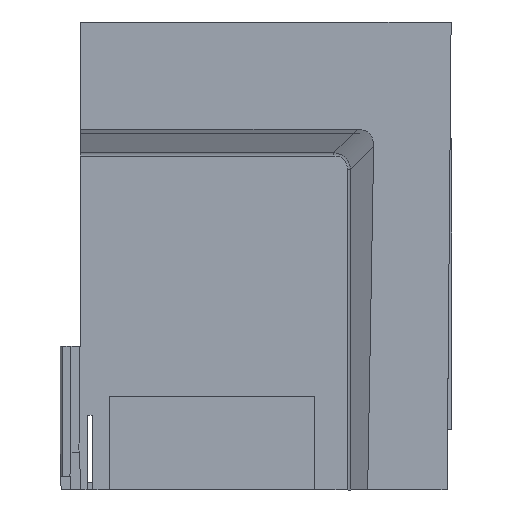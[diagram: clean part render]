
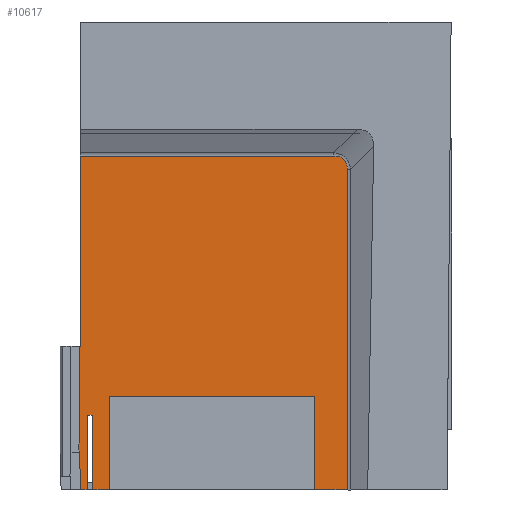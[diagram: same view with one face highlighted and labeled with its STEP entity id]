
A CAD part, left-side view. The second image highlights one B-rep face of the part: STEP entity #10617.
In plain terms, the highlighted planar face has unit normal (-1, 0, 0).
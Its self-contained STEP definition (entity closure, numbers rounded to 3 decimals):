
#3272=DIRECTION('',(0.,1.,0.));
#3273=VECTOR('',#3272,67.959);
#3274=CARTESIAN_POINT('',(-21.5,-68.159,
89.529));
#3275=LINE('',#3274,#3273);
#3351=DIRECTION('',(0.,0.,-1.));
#3352=VECTOR('',#3351,51.029);
#3353=CARTESIAN_POINT('',(-21.5,-0.2,89.529));
#3354=LINE('',#3353,#3352);
#4096=DIRECTION('',(0.,-1.,0.));
#4097=VECTOR('',#4096,1.825);
#4098=CARTESIAN_POINT('',(-21.5,-0.175,0.));
#4099=LINE('',#4098,#4097);
#4110=DIRECTION('',(0.,-1.,0.));
#4111=VECTOR('',#4110,4.5);
#4112=CARTESIAN_POINT('',(-21.5,-3.5,0.));
#4113=LINE('',#4112,#4111);
#4138=DIRECTION('',(0.,-1.,0.));
#4139=VECTOR('',#4138,8.729);
#4140=CARTESIAN_POINT('',(-21.5,-63.,0.));
#4141=LINE('',#4140,#4139);
#5121=DIRECTION('',(0.,0.,1.));
#5122=VECTOR('',#5121,25.73);
#5123=CARTESIAN_POINT('',(-21.5,0.,12.77));
#5124=LINE('',#5123,#5122);
#5128=DIRECTION('',(0.,-1.,0.));
#5129=VECTOR('',#5128,0.2);
#5130=CARTESIAN_POINT('',(-21.5,0.,38.5));
#5131=LINE('',#5130,#5129);
#5135=CARTESIAN_POINT('',(-21.5,-68.159,
89.529));
#5136=CARTESIAN_POINT('',(-21.5,-68.432,89.529));
#5137=CARTESIAN_POINT('',(-21.5,-68.975,
89.494));
#5138=CARTESIAN_POINT('',(-21.5,-69.757,
89.307));
#5139=CARTESIAN_POINT('',(-21.5,-70.462,
88.953));
#5140=CARTESIAN_POINT('',(-21.5,-71.001,
88.454));
#5141=CARTESIAN_POINT('',(-21.5,-71.365,87.871));
#5142=CARTESIAN_POINT('',(-21.5,-71.587,
87.266));
#5143=CARTESIAN_POINT('',(-21.5,-71.706,
86.622));
#5144=CARTESIAN_POINT('',(-21.5,-71.729,86.181));
#5145=CARTESIAN_POINT('',(-21.5,-71.729,
85.959));
#5150=DIRECTION('',(0.,0.,1.));
#5151=VECTOR('',#5150,25.);
#5152=CARTESIAN_POINT('',(-21.5,-63.,0.));
#5153=LINE('',#5152,#5151);
#5157=DIRECTION('',(0.,0.004,1.));
#5158=VECTOR('',#5157,20.);
#5159=CARTESIAN_POINT('',(-21.5,-3.5,0.));
#5160=LINE('',#5159,#5158);
#5164=DIRECTION('',(0.,1.,0.));
#5165=VECTOR('',#5164,1.325);
#5166=CARTESIAN_POINT('',(-21.5,-3.412,20.));
#5167=LINE('',#5166,#5165);
#5171=DIRECTION('',(0.,0.004,-1.));
#5172=VECTOR('',#5171,20.);
#5173=CARTESIAN_POINT('',(-21.5,-2.087,20.));
#5174=LINE('',#5173,#5172);
#5178=DIRECTION('',(0.,0.017,1.));
#5179=VECTOR('',#5178,10.002);
#5180=CARTESIAN_POINT('',(-21.5,-0.175,0.));
#5181=LINE('',#5180,#5179);
#5185=DIRECTION('',(0.,0.,1.));
#5186=VECTOR('',#5185,0.23);
#5187=CARTESIAN_POINT('',(-21.5,0.,10.));
#5188=LINE('',#5187,#5186);
#5192=DIRECTION('',(0.,0.5,0.866));
#5193=VECTOR('',#5192,0.6);
#5194=CARTESIAN_POINT('',(-21.5,0.,10.23));
#5195=LINE('',#5194,#5193);
#5199=DIRECTION('',(0.,0.,1.));
#5200=VECTOR('',#5199,1.5);
#5201=CARTESIAN_POINT('',(-21.5,0.3,10.75));
#5202=LINE('',#5201,#5200);
#5206=DIRECTION('',(0.,-0.5,0.866));
#5207=VECTOR('',#5206,0.6);
#5208=CARTESIAN_POINT('',(-21.5,0.3,12.25));
#5209=LINE('',#5208,#5207);
#5258=DIRECTION('',(0.,0.,1.));
#5259=VECTOR('',#5258,85.959);
#5260=CARTESIAN_POINT('',(-21.5,-71.729,0.));
#5261=LINE('',#5260,#5259);
#5293=DIRECTION('',(0.,0.,1.));
#5294=VECTOR('',#5293,25.);
#5295=CARTESIAN_POINT('',(-21.5,-8.,0.));
#5296=LINE('',#5295,#5294);
#5307=DIRECTION('',(0.,-1.,0.));
#5308=VECTOR('',#5307,55.);
#5309=CARTESIAN_POINT('',(-21.5,-8.,25.));
#5310=LINE('',#5309,#5308);
#7529=CARTESIAN_POINT('',(-21.5,-0.2,89.529));
#7530=VERTEX_POINT('',#7529);
#7531=CARTESIAN_POINT('',(-21.5,-68.159,89.529));
#7532=VERTEX_POINT('',#7531);
#7534=CARTESIAN_POINT('',(-21.5,-0.2,38.5));
#7536=VERTEX_POINT('',#7534);
#7557=CARTESIAN_POINT('',(-21.5,0.,38.5));
#7558=VERTEX_POINT('',#7557);
#7777=CARTESIAN_POINT('',(-21.5,-0.175,0.));
#7778=VERTEX_POINT('',#7777);
#7779=CARTESIAN_POINT('',(-21.5,-2.,0.));
#7780=VERTEX_POINT('',#7779);
#7785=CARTESIAN_POINT('',(-21.5,-3.5,0.));
#7786=VERTEX_POINT('',#7785);
#7787=CARTESIAN_POINT('',(-21.5,-8.,0.));
#7788=VERTEX_POINT('',#7787);
#7793=CARTESIAN_POINT('',(-21.5,-63.,0.));
#7794=VERTEX_POINT('',#7793);
#7795=CARTESIAN_POINT('',(-21.5,-71.729,0.));
#7796=VERTEX_POINT('',#7795);
#7919=CARTESIAN_POINT('',(-21.5,0.,12.77));
#7920=VERTEX_POINT('',#7919);
#7925=CARTESIAN_POINT('',(-21.5,0.,10.23));
#7926=VERTEX_POINT('',#7925);
#7927=CARTESIAN_POINT('',(-21.5,0.,10.));
#7928=VERTEX_POINT('',#7927);
#7929=VERTEX_POINT('',#5145);
#7930=CARTESIAN_POINT('',(-21.5,-63.,25.));
#7931=VERTEX_POINT('',#7930);
#7932=CARTESIAN_POINT('',(-21.5,-8.,25.));
#7933=VERTEX_POINT('',#7932);
#7934=CARTESIAN_POINT('',(-21.5,-3.412,20.));
#7935=VERTEX_POINT('',#7934);
#7936=CARTESIAN_POINT('',(-21.5,-2.087,20.));
#7937=VERTEX_POINT('',#7936);
#7938=CARTESIAN_POINT('',(-21.5,0.3,10.75));
#7939=VERTEX_POINT('',#7938);
#7940=CARTESIAN_POINT('',(-21.5,0.3,12.25));
#7941=VERTEX_POINT('',#7940);
#10578=CARTESIAN_POINT('',(-21.5,0.,0.));
#10579=DIRECTION('',(-1.,0.,0.));
#10580=DIRECTION('',(0.,-1.,0.));
#10581=AXIS2_PLACEMENT_3D('',#10578,#10579,#10580);
#10582=PLANE('',#10581);
#10583=ORIENTED_EDGE('',*,*,#10555,.T.);
#10584=ORIENTED_EDGE('',*,*,#8799,.T.);
#10585=ORIENTED_EDGE('',*,*,#8779,.F.);
#10586=ORIENTED_EDGE('',*,*,#8736,.F.);
#10588=ORIENTED_EDGE('',*,*,#10587,.T.);
#10590=ORIENTED_EDGE('',*,*,#10589,.F.);
#10591=ORIENTED_EDGE('',*,*,#9387,.F.);
#10593=ORIENTED_EDGE('',*,*,#10592,.T.);
#10595=ORIENTED_EDGE('',*,*,#10594,.F.);
#10597=ORIENTED_EDGE('',*,*,#10596,.F.);
#10598=ORIENTED_EDGE('',*,*,#9379,.F.);
#10600=ORIENTED_EDGE('',*,*,#10599,.T.);
#10602=ORIENTED_EDGE('',*,*,#10601,.T.);
#10604=ORIENTED_EDGE('',*,*,#10603,.T.);
#10605=ORIENTED_EDGE('',*,*,#9371,.F.);
#10607=ORIENTED_EDGE('',*,*,#10606,.T.);
#10608=ORIENTED_EDGE('',*,*,#10563,.T.);
#10610=ORIENTED_EDGE('',*,*,#10609,.T.);
#10612=ORIENTED_EDGE('',*,*,#10611,.T.);
#10614=ORIENTED_EDGE('',*,*,#10613,.T.);
#10615=EDGE_LOOP('',(#10583,#10584,#10585,#10586,#10588,#10590,#10591,#10593,
#10595,#10597,#10598,#10600,#10602,#10604,#10605,#10607,#10608,#10610,#10612,
#10614));
#10616=FACE_OUTER_BOUND('',#10615,.F.);
#5146=B_SPLINE_CURVE_WITH_KNOTS('',3,(#5135,#5136,#5137,#5138,#5139,#5140,#5141,
#5142,#5143,#5144,#5145),.UNSPECIFIED.,.F.,.F.,(4,1,1,1,1,1,1,1,4),(0.,
0.138,0.276,0.414,0.552,
0.664,0.776,0.888,1.),.UNSPECIFIED.);
#8736=EDGE_CURVE('',#7532,#7530,#3275,.T.);
#8779=EDGE_CURVE('',#7530,#7536,#3354,.T.);
#8799=EDGE_CURVE('',#7558,#7536,#5131,.T.);
#9371=EDGE_CURVE('',#7778,#7780,#4099,.T.);
#9379=EDGE_CURVE('',#7786,#7788,#4113,.T.);
#9387=EDGE_CURVE('',#7794,#7796,#4141,.T.);
#10555=EDGE_CURVE('',#7920,#7558,#5124,.T.);
#10563=EDGE_CURVE('',#7928,#7926,#5188,.T.);
#10587=EDGE_CURVE('',#7532,#7929,#5146,.T.);
#10589=EDGE_CURVE('',#7796,#7929,#5261,.T.);
#10592=EDGE_CURVE('',#7794,#7931,#5153,.T.);
#10594=EDGE_CURVE('',#7933,#7931,#5310,.T.);
#10596=EDGE_CURVE('',#7788,#7933,#5296,.T.);
#10599=EDGE_CURVE('',#7786,#7935,#5160,.T.);
#10601=EDGE_CURVE('',#7935,#7937,#5167,.T.);
#10603=EDGE_CURVE('',#7937,#7780,#5174,.T.);
#10606=EDGE_CURVE('',#7778,#7928,#5181,.T.);
#10609=EDGE_CURVE('',#7926,#7939,#5195,.T.);
#10611=EDGE_CURVE('',#7939,#7941,#5202,.T.);
#10613=EDGE_CURVE('',#7941,#7920,#5209,.T.);
#10617=ADVANCED_FACE('',(#10616),#10582,.T.);
